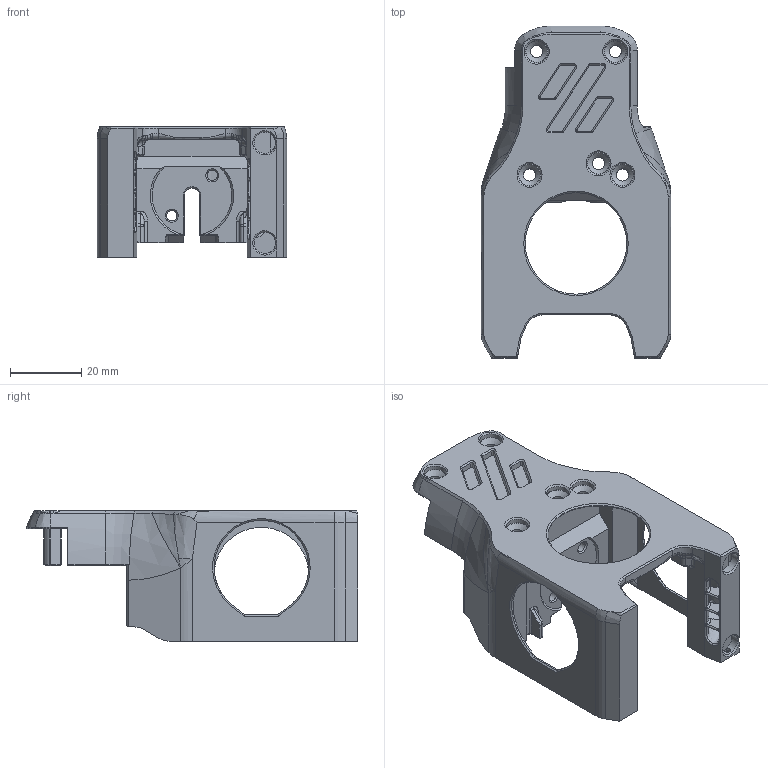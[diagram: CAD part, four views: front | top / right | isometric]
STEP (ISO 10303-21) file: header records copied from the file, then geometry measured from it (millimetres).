
FILE_DESCRIPTION(/* description */ (''),/* implementation_level */ '2;1');
FILE_NAME(/* name */ 'Cowling_Dragon.step',/* time_stamp */ '2021-11-29T16:56:54+01:00',/* author */ (''),/* organization */ (''),/* preprocessor_version */ 'ST-DEVELOPER v18.1',/* originating_system */ 'Autodesk Translation Framework v10.10.0.1391',/* authorisation */ '');
FILE_SCHEMA (('AUTOMOTIVE_DESIGN { 1 0 10303 214 3 1 1 }'));
Products named in the file (1): Cowling_Dragon
Bounding box: 53 x 92.83 x 36.49 mm (x, y, z)
Volume: 35174.9 mm3; surface area: 20660.7 mm2
Topology: 1 solids, 1 shells, 784 faces, 2056 edges, 1209 vertices
Faces by surface type: bspline 254, plane 209, cylinder 181, cone 105, torus 29, sphere 6
Full cylindrical faces by diameter (mm): 1.6 x1, 2.9 x2, 3.4 x5, 4.8 x2, 6 x3, 6.2 x5, 8.1 x1, 28.4 x1
Entity records: 44103 total; most frequent: CARTESIAN_POINT 26600, ORIENTED_EDGE 3998, DIRECTION 3260, EDGE_CURVE 1999, AXIS2_PLACEMENT_3D 1250, VERTEX_POINT 1209, EDGE_LOOP 820, FACE_OUTER_BOUND 784
